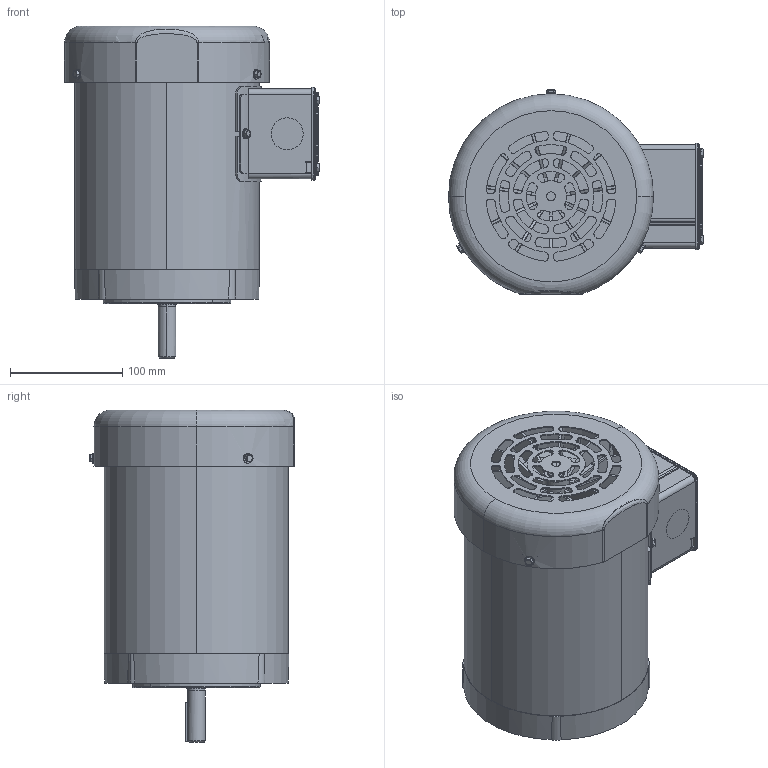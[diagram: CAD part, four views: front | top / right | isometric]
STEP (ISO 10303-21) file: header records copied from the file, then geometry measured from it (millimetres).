
FILE_DESCRIPTION (( 'STEP AP203' ), '1' );
FILE_NAME ('NS56C3-4.STEP', '2019-08-17T08:24:24', ( '' ), ( '' ), 'SwSTEP 2.0', 'SolidWorks 2016', '' );
FILE_SCHEMA (( 'CONFIG_CONTROL_DESIGN' ));
Length unit declared in the file: millimetre
Products named in the file (1): NS56C3-4
Bounding box: 227.03 x 181.83 x 295.5 mm (x, y, z)
Volume: 741628 mm3; surface area: 577528 mm2
Topology: 32 solids, 32 shells, 2323 faces, 5828 edges, 3598 vertices
Faces by surface type: cylinder 719, plane 708, bspline 448, cone 197, torus 157, sphere 94
Entity records: 89953 total; most frequent: CARTESIAN_POINT 37649, ORIENTED_EDGE 11566, DIRECTION 10127, EDGE_CURVE 5783, AXIS2_PLACEMENT_3D 4101, VERTEX_POINT 3596, EDGE_LOOP 2541, ADVANCED_FACE 2323
